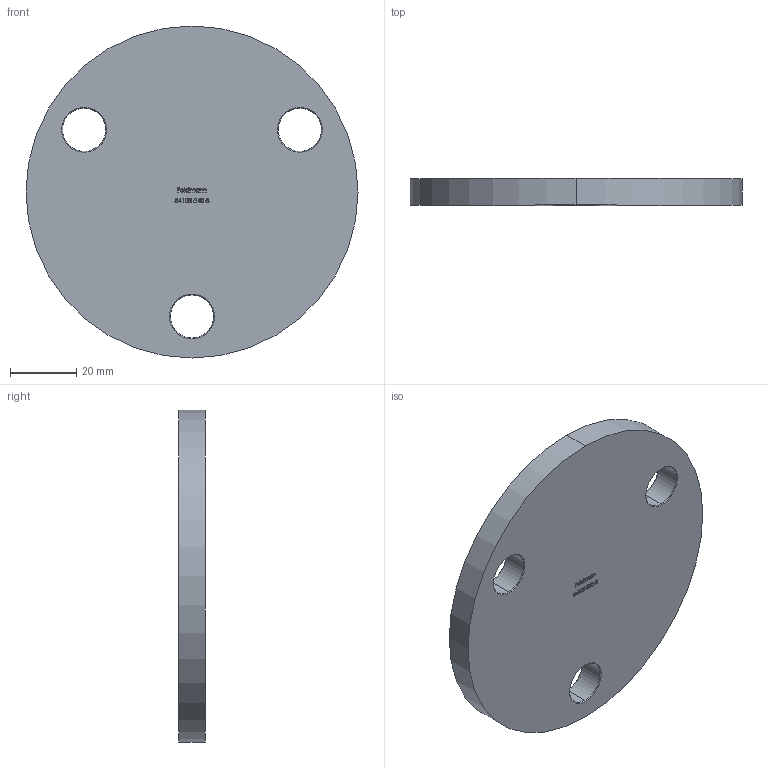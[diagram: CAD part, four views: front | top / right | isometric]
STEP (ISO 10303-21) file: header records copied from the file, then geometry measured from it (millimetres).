
FILE_DESCRIPTION (( 'STEP AP203' ), '1' );
FILE_NAME ('54103-240-8.step', '2020-10-21T10:57:25', ( '' ), ( '' ), 'SwSTEP 2.0', 'SolidWorks 2018', '' );
FILE_SCHEMA (( 'CONFIG_CONTROL_DESIGN' ));
Length unit declared in the file: millimetre
Products named in the file (2): 54103-240-8
Bounding box: 100 x 8 x 100 mm (x, y, z)
Volume: 59637.9 mm3; surface area: 18380 mm2
Topology: 1 solids, 1 shells, 270 faces, 708 edges, 468 vertices
Faces by surface type: plane 139, bspline 111, cone 12, cylinder 8
Entity records: 14517 total; most frequent: CARTESIAN_POINT 8431, ORIENTED_EDGE 1416, DIRECTION 836, EDGE_CURVE 708, VERTEX_POINT 468, LINE 458, VECTOR 458, EDGE_LOOP 304
